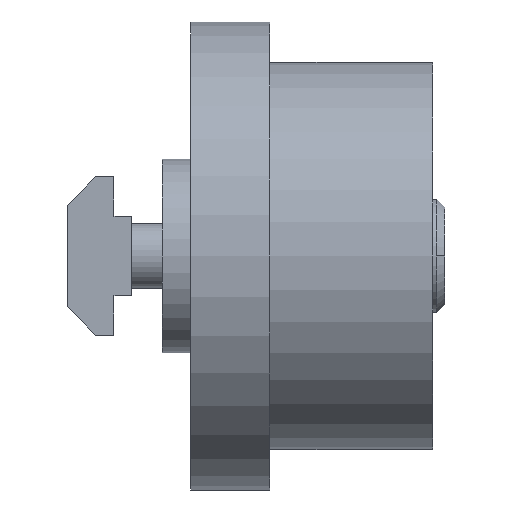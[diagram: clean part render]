
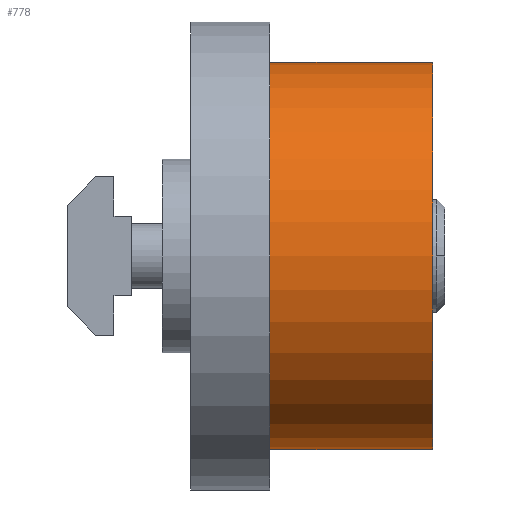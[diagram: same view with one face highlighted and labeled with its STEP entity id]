
A CAD part, left-side view. The second image highlights one B-rep face of the part: STEP entity #778.
In plain terms, the highlighted cylindrical face has radius 24 mm (diameter 48 mm), a partial arc.
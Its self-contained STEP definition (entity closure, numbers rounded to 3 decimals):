
#90 = CARTESIAN_POINT ( 'NONE',  ( 0., -13.3, 0. ) ) ;
#297 = DIRECTION ( 'NONE',  ( 0., 1., 0. ) ) ;
#588 = CARTESIAN_POINT ( 'NONE',  ( 0., -35.175, 0. ) ) ;
#778 = ADVANCED_FACE ( 'NONE', ( #4902 ), #1382, .T. ) ;
#1026 = ORIENTED_EDGE ( 'NONE', *, *, #1045, .F. ) ;
#1045 = EDGE_CURVE ( 'NONE', #3624, #1656, #3464, .T. ) ;
#1096 = EDGE_CURVE ( 'NONE', #5753, #3624, #4193, .T. ) ;
#1117 = AXIS2_PLACEMENT_3D ( 'NONE', #588, #1994, #2904 ) ;
#1142 = ORIENTED_EDGE ( 'NONE', *, *, #3221, .T. ) ;
#1219 = CARTESIAN_POINT ( 'NONE',  ( 0., -33.5, 24. ) ) ;
#1346 = AXIS2_PLACEMENT_3D ( 'NONE', #90, #4590, #1410 ) ;
#1382 = CYLINDRICAL_SURFACE ( 'NONE', #1117, 24. ) ;
#1410 = DIRECTION ( 'NONE',  ( 0., 0., -1. ) ) ;
#1481 = CIRCLE ( 'NONE', #5398, 24. ) ;
#1656 = VERTEX_POINT ( 'NONE', #3182 ) ;
#1994 = DIRECTION ( 'NONE',  ( 0., 1., 0. ) ) ;
#2195 = LINE ( 'NONE', #2974, #3426 ) ;
#2340 = DIRECTION ( 'NONE',  ( 0., 0., -1. ) ) ;
#2609 = VERTEX_POINT ( 'NONE', #1219 ) ;
#2746 = DIRECTION ( 'NONE',  ( 0., 1., 0. ) ) ;
#2904 = DIRECTION ( 'NONE',  ( 0., 0., -1. ) ) ;
#2974 = CARTESIAN_POINT ( 'NONE',  ( 0., -35.175, 24. ) ) ;
#3182 = CARTESIAN_POINT ( 'NONE',  ( 0., -13.3, 24. ) ) ;
#3221 = EDGE_CURVE ( 'NONE', #5753, #2609, #1481, .T. ) ;
#3261 = CARTESIAN_POINT ( 'NONE',  ( 0., -35.175, -24. ) ) ;
#3426 = VECTOR ( 'NONE', #297, 1000. ) ;
#3464 = CIRCLE ( 'NONE', #1346, 24. ) ;
#3624 = VERTEX_POINT ( 'NONE', #5712 ) ;
#3657 = EDGE_LOOP ( 'NONE', ( #1142, #4600, #1026, #5803 ) ) ;
#3979 = EDGE_CURVE ( 'NONE', #2609, #1656, #2195, .T. ) ;
#4193 = LINE ( 'NONE', #3261, #5679 ) ;
#4590 = DIRECTION ( 'NONE',  ( 0., 1., 0. ) ) ;
#4591 = CARTESIAN_POINT ( 'NONE',  ( 0., -33.5, -24. ) ) ;
#4600 = ORIENTED_EDGE ( 'NONE', *, *, #3979, .T. ) ;
#4902 = FACE_OUTER_BOUND ( 'NONE', #3657, .T. ) ;
#5051 = CARTESIAN_POINT ( 'NONE',  ( 0., -33.5, 0. ) ) ;
#5398 = AXIS2_PLACEMENT_3D ( 'NONE', #5051, #2746, #2340 ) ;
#5517 = DIRECTION ( 'NONE',  ( 0., 1., 0. ) ) ;
#5679 = VECTOR ( 'NONE', #5517, 1000. ) ;
#5712 = CARTESIAN_POINT ( 'NONE',  ( 0., -13.3, -24. ) ) ;
#5753 = VERTEX_POINT ( 'NONE', #4591 ) ;
#5803 = ORIENTED_EDGE ( 'NONE', *, *, #1096, .F. ) ;
